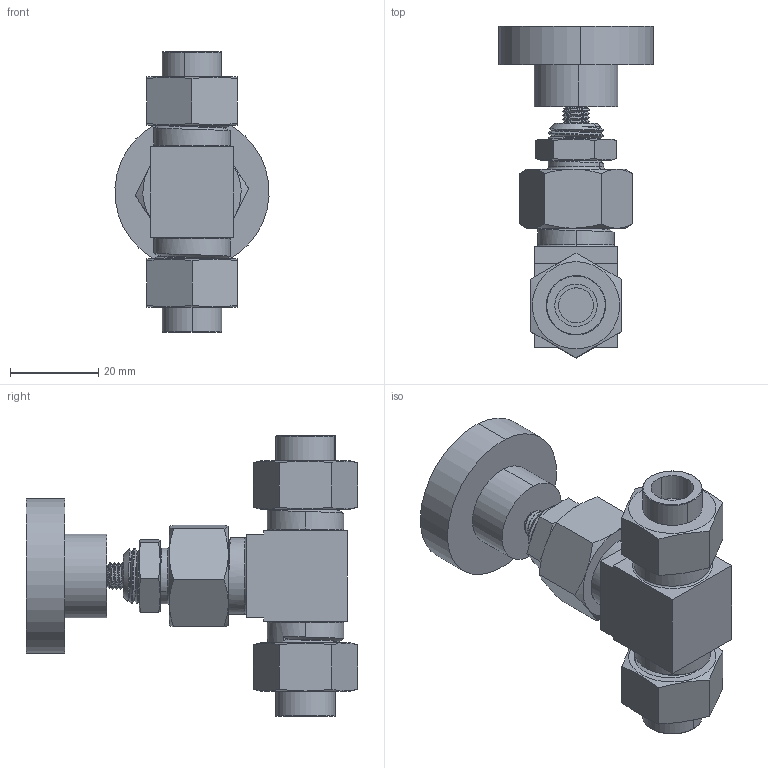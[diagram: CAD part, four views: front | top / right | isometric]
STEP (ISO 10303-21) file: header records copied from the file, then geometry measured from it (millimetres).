
FILE_DESCRIPTION (( 'STEP AP214' ), '1' );
FILE_NAME ('8-04SGU-06.STEP', '2018-01-26T19:27:53', ( '' ), ( '' ), 'SwSTEP 2.0', 'SolidWorks 2018', '' );
FILE_SCHEMA (( 'AUTOMOTIVE_DESIGN' ));
Length unit declared in the file: inch
Products named in the file (1): 8-04SGU-06
Bounding box: 34.99 x 75.35 x 63.75 mm (x, y, z)
Volume: 38758.6 mm3; surface area: 12996.4 mm2
Topology: 2 solids, 4 shells, 184 faces, 427 edges, 270 vertices
Faces by surface type: plane 65, cylinder 45, cone 39, bspline 21, torus 14
Entity records: 17403 total; most frequent: CARTESIAN_POINT 11256, ORIENTED_EDGE 850, DIRECTION 715, EDGE_CURVE 425, AXIS2_PLACEMENT_3D 298, VERTEX_POINT 270, EDGE_LOOP 205, ADVANCED_FACE 184
